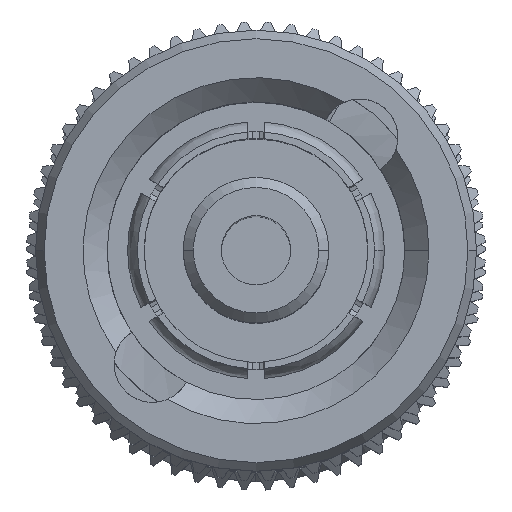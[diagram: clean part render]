
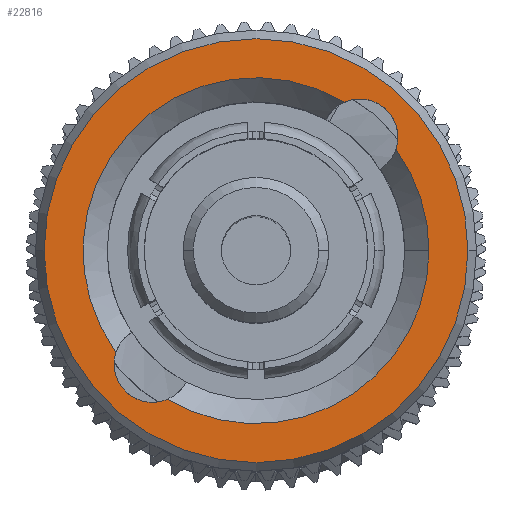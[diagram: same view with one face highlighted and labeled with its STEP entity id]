
A CAD part, top view. The second image highlights one B-rep face of the part: STEP entity #22816.
In plain terms, the highlighted face is planar.
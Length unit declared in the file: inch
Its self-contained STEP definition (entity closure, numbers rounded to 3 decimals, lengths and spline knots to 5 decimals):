
#104 = DIRECTION ( 'NONE',  ( 1., 0., 0. ) ) ;
#1655 = ORIENTED_EDGE ( 'NONE', *, *, #2007, .T. ) ;
#2007 = EDGE_CURVE ( 'NONE', #6267, #8700, #34166, .T. ) ;
#2629 = DIRECTION ( 'NONE',  ( 1., 0., 0. ) ) ;
#2739 = PLANE ( 'NONE',  #28355 ) ;
#3150 = CARTESIAN_POINT ( 'NONE',  ( 0.33873, -0.14101, -0.12878 ) ) ;
#3683 = DIRECTION ( 'NONE',  ( 0., 0., -1. ) ) ;
#4637 = DIRECTION ( 'NONE',  ( 1., 0., 0. ) ) ;
#5054 = CARTESIAN_POINT ( 'NONE',  ( 0.33873, 0., 0.26339 ) ) ;
#5500 = VERTEX_POINT ( 'NONE', #24755 ) ;
#6073 = CARTESIAN_POINT ( 'NONE',  ( 0.33873, -0.1847, -0.10993 ) ) ;
#6191 = CIRCLE ( 'NONE', #20348, 0.26339 ) ;
#6266 = DIRECTION ( 'NONE',  ( 0., 0., -1. ) ) ;
#6267 = VERTEX_POINT ( 'NONE', #15062 ) ;
#6335 = DIRECTION ( 'NONE',  ( 1., 0., 0. ) ) ;
#6712 = VERTEX_POINT ( 'NONE', #23850 ) ;
#7466 = EDGE_LOOP ( 'NONE', ( #17799, #23268 ) ) ;
#7613 = EDGE_CURVE ( 'NONE', #31947, #5500, #28983, .T. ) ;
#7756 = AXIS2_PLACEMENT_3D ( 'NONE', #25776, #21144, #31931 ) ;
#7966 = CIRCLE ( 'NONE', #34496, 0.04758 ) ;
#8213 = FACE_OUTER_BOUND ( 'NONE', #7466, .T. ) ;
#8560 = DIRECTION ( 'NONE',  ( 0., 0., -1. ) ) ;
#8700 = VERTEX_POINT ( 'NONE', #31640 ) ;
#8897 = CIRCLE ( 'NONE', #17988, 0.21494 ) ;
#8944 = CARTESIAN_POINT ( 'NONE',  ( 0.33873, 0., 0. ) ) ;
#9062 = ORIENTED_EDGE ( 'NONE', *, *, #13965, .T. ) ;
#9120 = DIRECTION ( 'NONE',  ( 1., 0., 0. ) ) ;
#9254 = CARTESIAN_POINT ( 'NONE',  ( 0.33873, -0.1262, -0.174 ) ) ;
#9371 = DIRECTION ( 'NONE',  ( 1., 0., 0. ) ) ;
#9553 = ORIENTED_EDGE ( 'NONE', *, *, #24592, .T. ) ;
#10901 = VERTEX_POINT ( 'NONE', #27766 ) ;
#12788 = DIRECTION ( 'NONE',  ( 0., 0., -1. ) ) ;
#12858 = CIRCLE ( 'NONE', #21911, 0.04758 ) ;
#13783 = DIRECTION ( 'NONE',  ( 0., 0., -1. ) ) ;
#13965 = EDGE_CURVE ( 'NONE', #8700, #28951, #34865, .T. ) ;
#14399 = EDGE_CURVE ( 'NONE', #10901, #26850, #12858, .T. ) ;
#15062 = CARTESIAN_POINT ( 'NONE',  ( 0.33873, 0.1262, 0.174 ) ) ;
#16201 = FACE_BOUND ( 'NONE', #16583, .T. ) ;
#16583 = EDGE_LOOP ( 'NONE', ( #1655, #9062, #9553, #26337, #25663, #18533 ) ) ;
#17359 = CARTESIAN_POINT ( 'NONE',  ( 0.33873, 0., 0. ) ) ;
#17799 = ORIENTED_EDGE ( 'NONE', *, *, #18940, .F. ) ;
#17988 = AXIS2_PLACEMENT_3D ( 'NONE', #8944, #9120, #19767 ) ;
#18533 = ORIENTED_EDGE ( 'NONE', *, *, #30734, .T. ) ;
#18940 = EDGE_CURVE ( 'NONE', #5500, #31947, #6191, .T. ) ;
#19767 = DIRECTION ( 'NONE',  ( 0., 0., -1. ) ) ;
#19939 = AXIS2_PLACEMENT_3D ( 'NONE', #28913, #4637, #12788 ) ;
#20348 = AXIS2_PLACEMENT_3D ( 'NONE', #17359, #9371, #31137 ) ;
#21144 = DIRECTION ( 'NONE',  ( 1., 0., 0. ) ) ;
#21911 = AXIS2_PLACEMENT_3D ( 'NONE', #3150, #2629, #13783 ) ;
#22183 = CARTESIAN_POINT ( 'NONE',  ( 0.33873, 0.14101, 0.12878 ) ) ;
#22816 = ADVANCED_FACE ( 'NONE', ( #16201, #8213 ), #2739, .F. ) ;
#23268 = ORIENTED_EDGE ( 'NONE', *, *, #7613, .F. ) ;
#23850 = CARTESIAN_POINT ( 'NONE',  ( 0.33873, 0.1847, 0.10993 ) ) ;
#24592 = EDGE_CURVE ( 'NONE', #28951, #10901, #7966, .T. ) ;
#24755 = CARTESIAN_POINT ( 'NONE',  ( 0.33873, 0., -0.26339 ) ) ;
#25222 = CARTESIAN_POINT ( 'NONE',  ( 0.33873, 0., 0. ) ) ;
#25663 = ORIENTED_EDGE ( 'NONE', *, *, #32284, .T. ) ;
#25776 = CARTESIAN_POINT ( 'NONE',  ( 0.33873, 0., 0. ) ) ;
#26057 = DIRECTION ( 'NONE',  ( 0., 0., -1. ) ) ;
#26337 = ORIENTED_EDGE ( 'NONE', *, *, #14399, .T. ) ;
#26850 = VERTEX_POINT ( 'NONE', #9254 ) ;
#27766 = CARTESIAN_POINT ( 'NONE',  ( 0.33873, -0.14101, -0.17636 ) ) ;
#28355 = AXIS2_PLACEMENT_3D ( 'NONE', #29662, #104, #8560 ) ;
#28913 = CARTESIAN_POINT ( 'NONE',  ( 0.33873, 0., 0. ) ) ;
#28951 = VERTEX_POINT ( 'NONE', #6073 ) ;
#28983 = CIRCLE ( 'NONE', #19939, 0.26339 ) ;
#29662 = CARTESIAN_POINT ( 'NONE',  ( 0.33873, 0., -0.26339 ) ) ;
#30533 = DIRECTION ( 'NONE',  ( 1., 0., 0. ) ) ;
#30734 = EDGE_CURVE ( 'NONE', #6712, #6267, #32631, .T. ) ;
#31137 = DIRECTION ( 'NONE',  ( 0., 0., -1. ) ) ;
#31495 = AXIS2_PLACEMENT_3D ( 'NONE', #22183, #32951, #26057 ) ;
#31640 = CARTESIAN_POINT ( 'NONE',  ( 0.33873, 0., 0.21494 ) ) ;
#31931 = DIRECTION ( 'NONE',  ( 0., 0., -1. ) ) ;
#31947 = VERTEX_POINT ( 'NONE', #5054 ) ;
#32284 = EDGE_CURVE ( 'NONE', #26850, #6712, #8897, .T. ) ;
#32631 = CIRCLE ( 'NONE', #31495, 0.04758 ) ;
#32951 = DIRECTION ( 'NONE',  ( 1., 0., 0. ) ) ;
#33414 = CARTESIAN_POINT ( 'NONE',  ( 0.33873, -0.14101, -0.12878 ) ) ;
#33608 = AXIS2_PLACEMENT_3D ( 'NONE', #25222, #30533, #6266 ) ;
#34166 = CIRCLE ( 'NONE', #33608, 0.21494 ) ;
#34496 = AXIS2_PLACEMENT_3D ( 'NONE', #33414, #6335, #3683 ) ;
#34865 = CIRCLE ( 'NONE', #7756, 0.21494 ) ;
